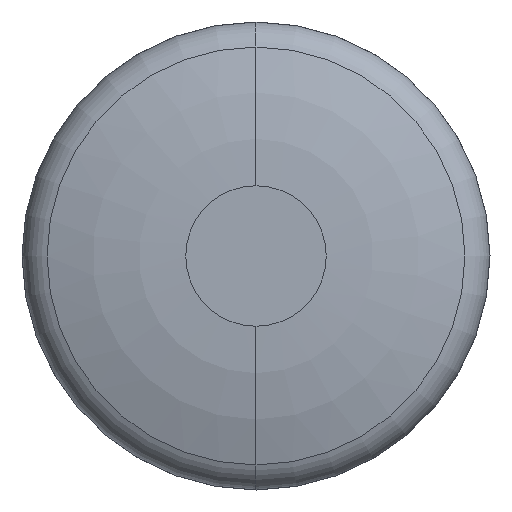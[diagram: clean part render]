
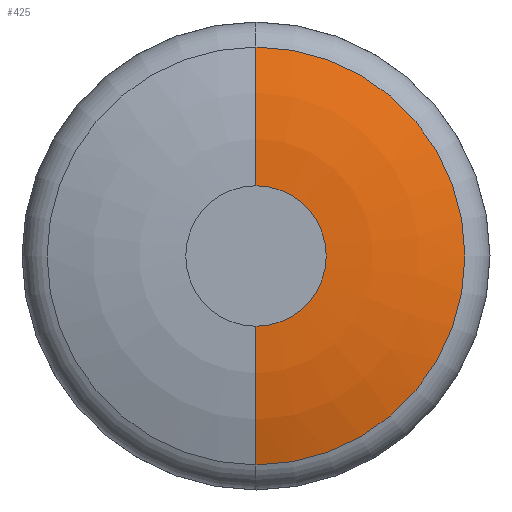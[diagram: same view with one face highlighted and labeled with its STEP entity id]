
A CAD part, front view. The second image highlights one B-rep face of the part: STEP entity #425.
In plain terms, the highlighted toroidal (fillet/blend) face has major radius 0.476 mm and minor radius 2.857 mm.
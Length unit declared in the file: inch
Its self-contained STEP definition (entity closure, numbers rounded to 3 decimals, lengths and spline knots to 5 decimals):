
#22 = DIRECTION ( 'NONE',  ( 0., 0., 1. ) ) ;
#43 = CIRCLE ( 'NONE', #480, 0.01875 ) ;
#69 = EDGE_CURVE ( 'NONE', #447, #250, #527, .T. ) ;
#100 = DIRECTION ( 'NONE',  ( 0., -1., 0. ) ) ;
#111 = CARTESIAN_POINT ( 'NONE',  ( 0., 0., 0.01875 ) ) ;
#138 = DIRECTION ( 'NONE',  ( 0., 0., -1. ) ) ;
#140 = CARTESIAN_POINT ( 'NONE',  ( 0., 0.00627, 0.05579 ) ) ;
#162 = ORIENTED_EDGE ( 'NONE', *, *, #201, .T. ) ;
#187 = CARTESIAN_POINT ( 'NONE',  ( 0., 0.1125, 0. ) ) ;
#190 = CIRCLE ( 'NONE', #403, 0.1125 ) ;
#201 = EDGE_CURVE ( 'NONE', #478, #447, #498, .T. ) ;
#203 = CARTESIAN_POINT ( 'NONE',  ( 0., 0.1125, -0.01875 ) ) ;
#243 = DIRECTION ( 'NONE',  ( 0., -1., 0. ) ) ;
#250 = VERTEX_POINT ( 'NONE', #111 ) ;
#274 = CARTESIAN_POINT ( 'NONE',  ( 0., 0., 0. ) ) ;
#288 = DIRECTION ( 'NONE',  ( 0., 0., -1. ) ) ;
#318 = DIRECTION ( 'NONE',  ( 1., 0., 0. ) ) ;
#349 = ORIENTED_EDGE ( 'NONE', *, *, #69, .T. ) ;
#366 = DIRECTION ( 'NONE',  ( 0., -1., 0. ) ) ;
#382 = ORIENTED_EDGE ( 'NONE', *, *, #476, .F. ) ;
#385 = CARTESIAN_POINT ( 'NONE',  ( 0., 0.00627, 0. ) ) ;
#395 = ORIENTED_EDGE ( 'NONE', *, *, #456, .F. ) ;
#403 = AXIS2_PLACEMENT_3D ( 'NONE', #203, #432, #22 ) ;
#409 = FACE_OUTER_BOUND ( 'NONE', #442, .T. ) ;
#425 = ADVANCED_FACE ( 'NONE', ( #409 ), #558, .T. ) ;
#432 = DIRECTION ( 'NONE',  ( -1., 0., 0. ) ) ;
#442 = EDGE_LOOP ( 'NONE', ( #162, #349, #395, #382 ) ) ;
#447 = VERTEX_POINT ( 'NONE', #140 ) ;
#451 = AXIS2_PLACEMENT_3D ( 'NONE', #187, #366, #505 ) ;
#456 = EDGE_CURVE ( 'NONE', #572, #250, #43, .T. ) ;
#462 = AXIS2_PLACEMENT_3D ( 'NONE', #547, #318, #138 ) ;
#476 = EDGE_CURVE ( 'NONE', #478, #572, #190, .T. ) ;
#478 = VERTEX_POINT ( 'NONE', #506 ) ;
#480 = AXIS2_PLACEMENT_3D ( 'NONE', #274, #100, #499 ) ;
#498 = CIRCLE ( 'NONE', #582, 0.05579 ) ;
#499 = DIRECTION ( 'NONE',  ( 0., 0., -1. ) ) ;
#505 = DIRECTION ( 'NONE',  ( 0., 0., -1. ) ) ;
#506 = CARTESIAN_POINT ( 'NONE',  ( 0., 0.00627, -0.05579 ) ) ;
#527 = CIRCLE ( 'NONE', #462, 0.1125 ) ;
#547 = CARTESIAN_POINT ( 'NONE',  ( 0., 0.1125, 0.01875 ) ) ;
#558 = TOROIDAL_SURFACE ( 'NONE', #451, 0.01875, 0.1125 ) ;
#572 = VERTEX_POINT ( 'NONE', #583 ) ;
#582 = AXIS2_PLACEMENT_3D ( 'NONE', #385, #243, #288 ) ;
#583 = CARTESIAN_POINT ( 'NONE',  ( 0., 0., -0.01875 ) ) ;
